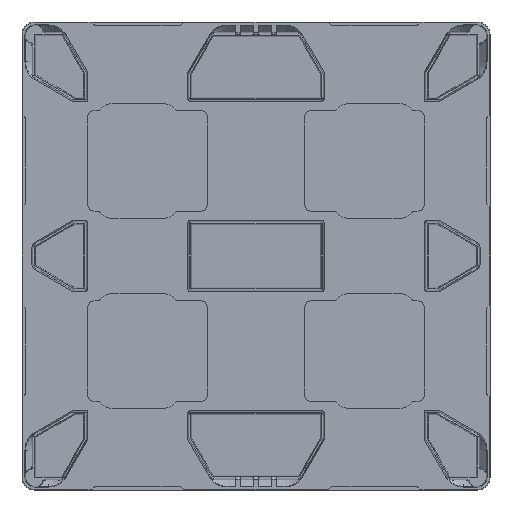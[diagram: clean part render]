
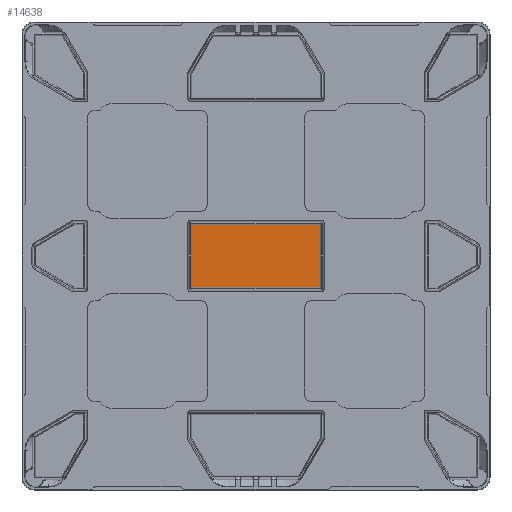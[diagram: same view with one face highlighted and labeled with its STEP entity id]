
A CAD part, front view. The second image highlights one B-rep face of the part: STEP entity #14638.
In plain terms, the highlighted planar face has unit normal (0, -1, 0).
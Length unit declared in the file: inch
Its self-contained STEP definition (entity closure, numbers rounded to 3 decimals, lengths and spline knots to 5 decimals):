
#24=DIRECTION('',(-1.,0.,0.));
#25=VECTOR('',#24,13.2);
#26=CARTESIAN_POINT('',(6.6,0.1,3.225));
#27=LINE('',#26,#25);
#40=DIRECTION('',(0.,0.,-1.));
#41=VECTOR('',#40,6.45);
#42=CARTESIAN_POINT('',(-6.6,0.1,3.225));
#43=LINE('',#42,#41);
#48=DIRECTION('',(1.,0.,0.));
#49=VECTOR('',#48,13.2);
#50=CARTESIAN_POINT('',(-6.6,0.1,-3.225));
#51=LINE('',#50,#49);
#56=DIRECTION('',(0.,0.,1.));
#57=VECTOR('',#56,6.45);
#58=CARTESIAN_POINT('',(6.6,0.1,-3.225));
#59=LINE('',#58,#57);
#13826=CARTESIAN_POINT('',(-6.6,0.1,-3.225));
#13828=VERTEX_POINT('',#13826);
#13958=CARTESIAN_POINT('',(6.6,0.1,-3.225));
#13960=VERTEX_POINT('',#13958);
#14090=CARTESIAN_POINT('',(6.6,0.1,3.225));
#14092=VERTEX_POINT('',#14090);
#14222=CARTESIAN_POINT('',(-6.6,0.1,3.225));
#14224=VERTEX_POINT('',#14222);
#14624=CARTESIAN_POINT('',(0.,0.1,0.));
#14625=DIRECTION('',(0.,-1.,0.));
#14626=DIRECTION('',(0.,0.,1.));
#14627=AXIS2_PLACEMENT_3D('',#14624,#14625,#14626);
#14628=PLANE('',#14627);
#14630=ORIENTED_EDGE('',*,*,#14629,.F.);
#14631=ORIENTED_EDGE('',*,*,#14614,.F.);
#14633=ORIENTED_EDGE('',*,*,#14632,.F.);
#14635=ORIENTED_EDGE('',*,*,#14634,.F.);
#14636=EDGE_LOOP('',(#14630,#14631,#14633,#14635));
#14637=FACE_OUTER_BOUND('',#14636,.F.);
#14638=ADVANCED_FACE('',(#14637),#14628,.T.);
#14614=EDGE_CURVE('',#14092,#14224,#27,.T.);
#14629=EDGE_CURVE('',#14224,#13828,#43,.T.);
#14632=EDGE_CURVE('',#13960,#14092,#59,.T.);
#14634=EDGE_CURVE('',#13828,#13960,#51,.T.);
